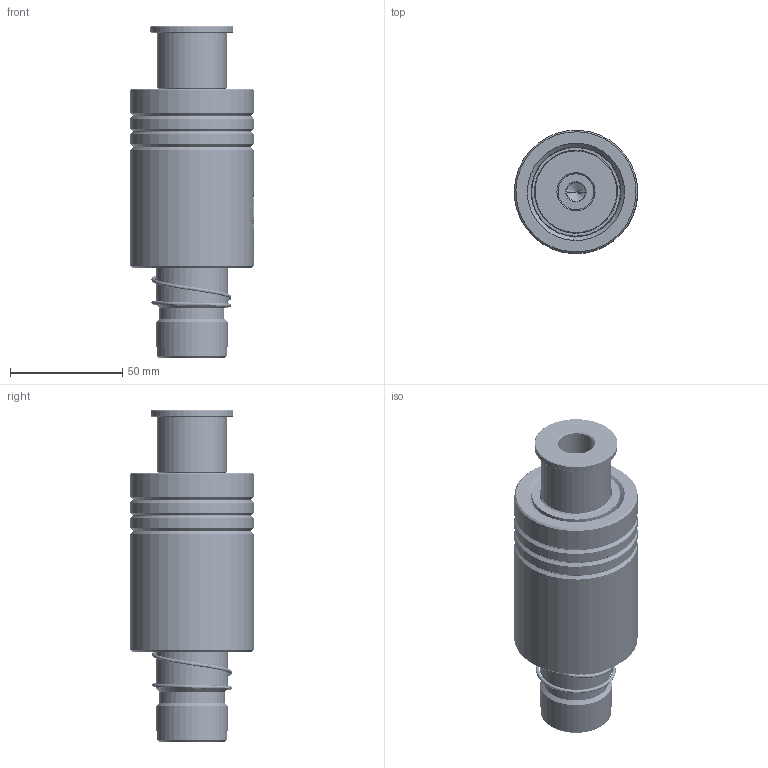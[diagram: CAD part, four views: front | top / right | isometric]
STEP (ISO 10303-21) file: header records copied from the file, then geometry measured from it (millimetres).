
FILE_DESCRIPTION (( 'STEP AP214' ), '1' );
FILE_NAME ('EKSH EKJH-D32-L120(BL-80).STEP', '2021-09-24T01:45:18', ( '' ), ( '' ), 'SwSTEP 2.0', 'SolidWorks 2016', '' );
FILE_SCHEMA (( 'AUTOMOTIVE_DESIGN' ));
Length unit declared in the file: millimetre
Products named in the file (309): BALL-D4; GTK-D37-d31; TBB-D55-d40-L80; BSH-39.5-32.5-L75; HWP-D35.7-d32.5-L50; MGK-D32-L120; EKSH EKJH-D32-L120(BL-80); BSH-D39.5-32.5-L75郪蚾
Assembly tree (303 placements, depth 3):
  BALL-D4
  BALL-D4
  BALL-D4
  BALL-D4
  BALL-D4
Bounding box: 54.98 x 54.95 x 148 mm (x, y, z)
Volume: 227269.8 mm3; surface area: 93150.9 mm2
Topology: 299 solids, 299 shells, 1309 faces, 5663 edges, 3759 vertices
Faces by surface type: sphere 1176, cone 42, cylinder 38, plane 21, torus 18, bspline 14
Entity records: 59696 total; most frequent: CARTESIAN_POINT 35433, ORIENTED_EDGE 4256, DIRECTION 3626, EDGE_CURVE 2128, AXIS2_PLACEMENT_3D 1754, VERTEX_POINT 1395, EDGE_LOOP 1295, B_SPLINE_CURVE_WITH_KNOTS 1277
